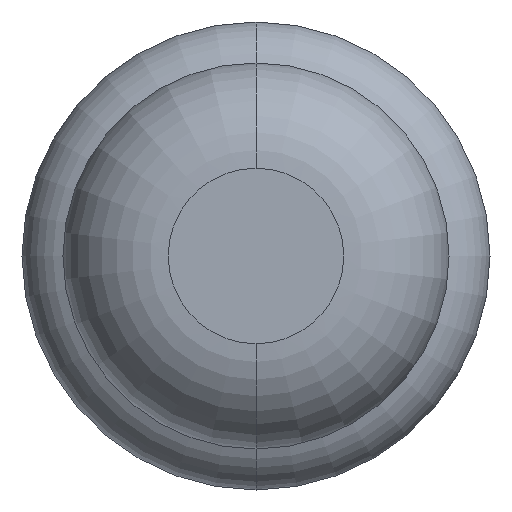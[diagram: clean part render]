
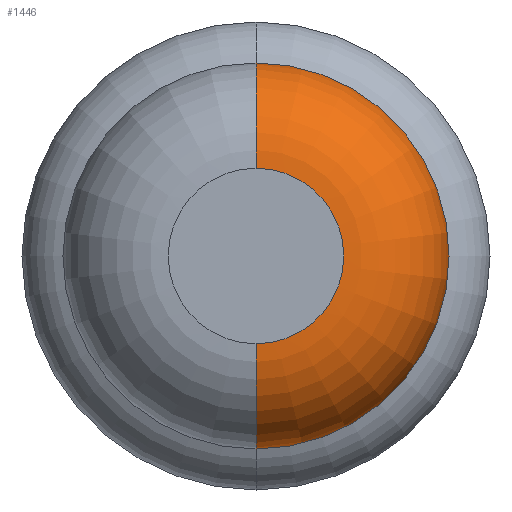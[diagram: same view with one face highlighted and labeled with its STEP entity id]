
A CAD part, front view. The second image highlights one B-rep face of the part: STEP entity #1446.
In plain terms, the highlighted toroidal (fillet/blend) face has major radius 0.375 mm and minor radius 0.45 mm.
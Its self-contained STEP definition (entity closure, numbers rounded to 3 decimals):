
#31 = DIRECTION ( 'NONE',  ( 0., 0., 1. ) ) ;
#391 = CARTESIAN_POINT ( 'NONE',  ( 0., -27.4, 0. ) ) ;
#463 = VERTEX_POINT ( 'NONE', #2468 ) ;
#552 = CARTESIAN_POINT ( 'NONE',  ( 0., -27.4, 0.375 ) ) ;
#655 = ORIENTED_EDGE ( 'NONE', *, *, #2590, .T. ) ;
#1002 = EDGE_LOOP ( 'NONE', ( #2274, #655, #2282, #1830 ) ) ;
#1112 = DIRECTION ( 'NONE',  ( 0., 1., 0. ) ) ;
#1122 = VERTEX_POINT ( 'NONE', #552 ) ;
#1200 = EDGE_CURVE ( 'Defeature ausgef�hrt1_19+Defeature ausgef�hrt1_18+Defeature ausgef�hrt1_18+Defeature ausgef�hrt1_18', #1122, #2311, #2310, .T. ) ;
#1313 = CIRCLE ( 'NONE', #3379, 0.45 ) ;
#1446 = ADVANCED_FACE ( 'Defeature ausgef�hrt1_19', ( #2997 ), #2691, .T. ) ;
#1563 = AXIS2_PLACEMENT_3D ( 'NONE', #391, #3913, #2267 ) ;
#1700 = AXIS2_PLACEMENT_3D ( 'NONE', #2685, #1112, #1761 ) ;
#1742 = CARTESIAN_POINT ( 'NONE',  ( 0., -26.95, -0.825 ) ) ;
#1761 = DIRECTION ( 'NONE',  ( 0., 0., 1. ) ) ;
#1830 = ORIENTED_EDGE ( 'NONE', *, *, #2730, .F. ) ;
#1969 = AXIS2_PLACEMENT_3D ( 'NONE', #2725, #3044, #2095 ) ;
#2010 = DIRECTION ( 'NONE',  ( -1., 0., 0. ) ) ;
#2095 = DIRECTION ( 'NONE',  ( 0., 0., -1. ) ) ;
#2245 = CARTESIAN_POINT ( 'NONE',  ( 0., -26.95, 0. ) ) ;
#2267 = DIRECTION ( 'NONE',  ( 0., 0., 1. ) ) ;
#2274 = ORIENTED_EDGE ( 'NONE', *, *, #1200, .T. ) ;
#2282 = ORIENTED_EDGE ( 'NONE', *, *, #3957, .F. ) ;
#2310 = CIRCLE ( 'NONE', #1563, 0.375 ) ;
#2311 = VERTEX_POINT ( 'NONE', #2643 ) ;
#2468 = CARTESIAN_POINT ( 'NONE',  ( 0., -26.95, 0.825 ) ) ;
#2590 = EDGE_CURVE ( 'NONE', #2311, #3628, #2838, .T. ) ;
#2599 = CARTESIAN_POINT ( 'NONE',  ( 0., -26.95, 0.375 ) ) ;
#2643 = CARTESIAN_POINT ( 'NONE',  ( 0., -27.4, -0.375 ) ) ;
#2657 = DIRECTION ( 'NONE',  ( 0., 0., 1. ) ) ;
#2685 = CARTESIAN_POINT ( 'NONE',  ( 0., -26.95, 0. ) ) ;
#2691 = TOROIDAL_SURFACE ( 'NONE', #1700, 0.375, 0.45 ) ;
#2725 = CARTESIAN_POINT ( 'NONE',  ( 0., -26.95, -0.375 ) ) ;
#2730 = EDGE_CURVE ( 'NONE', #1122, #463, #1313, .T. ) ;
#2838 = CIRCLE ( 'NONE', #1969, 0.45 ) ;
#2997 = FACE_OUTER_BOUND ( 'NONE', #1002, .T. ) ;
#3044 = DIRECTION ( 'NONE',  ( 1., 0., 0. ) ) ;
#3227 = CIRCLE ( 'NONE', #3929, 0.825 ) ;
#3379 = AXIS2_PLACEMENT_3D ( 'NONE', #2599, #2010, #2657 ) ;
#3628 = VERTEX_POINT ( 'NONE', #1742 ) ;
#3880 = DIRECTION ( 'NONE',  ( 0., 1., 0. ) ) ;
#3913 = DIRECTION ( 'NONE',  ( 0., 1., 0. ) ) ;
#3929 = AXIS2_PLACEMENT_3D ( 'NONE', #2245, #3880, #31 ) ;
#3957 = EDGE_CURVE ( 'Defeature ausgef�hrt1_20+Defeature ausgef�hrt1_19+Defeature ausgef�hrt1_19+Defeature ausgef�hrt1_19', #463, #3628, #3227, .T. ) ;
